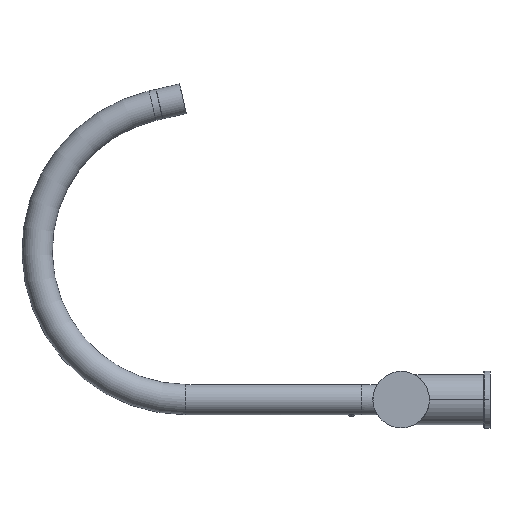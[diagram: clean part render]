
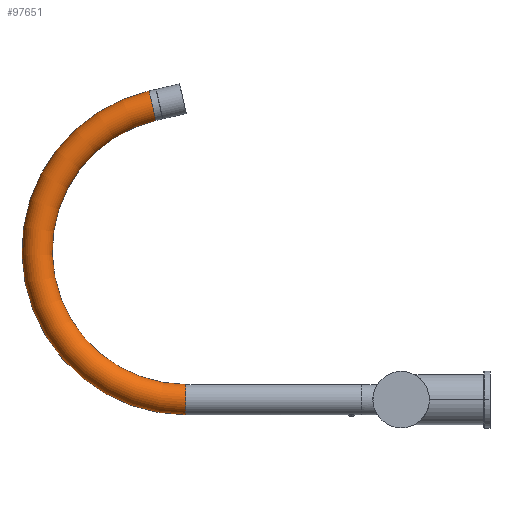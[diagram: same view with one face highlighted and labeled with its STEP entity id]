
A CAD part, left-side view. The second image highlights one B-rep face of the part: STEP entity #97651.
In plain terms, the highlighted toroidal (fillet/blend) face has major radius 117.886 mm and minor radius 12 mm.
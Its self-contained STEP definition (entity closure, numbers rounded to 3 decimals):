
#96967=CARTESIAN_POINT('',(0.,139.,0.));
#96968=DIRECTION('',(0.,1.,0.));
#96969=DIRECTION('',(0.,0.,-1.));
#96970=AXIS2_PLACEMENT_3D('',#96967,#96968,#96969);
#96975=CARTESIAN_POINT('',(0.,139.,117.886));
#96976=DIRECTION('',(1.,0.,0.));
#96977=DIRECTION('',(0.,0.,-1.));
#96978=AXIS2_PLACEMENT_3D('',#96975,#96976,#96977);
#96991=CARTESIAN_POINT('',(0.,139.,117.886));
#96992=DIRECTION('',(1.,0.,0.));
#96993=DIRECTION('',(0.,0.,-1.));
#96994=AXIS2_PLACEMENT_3D('',#96991,#96992,#96993);
#97467=CARTESIAN_POINT('',(0.,165.519,232.75));
#97468=DIRECTION('',(0.,-0.974,0.225));
#97469=DIRECTION('',(0.,0.225,0.974));
#97470=AXIS2_PLACEMENT_3D('',#97467,#97468,#97469);
#97486=CARTESIAN_POINT('',(0.,139.,12.));
#97487=CARTESIAN_POINT('',(0.,139.,-12.));
#97488=VERTEX_POINT('',#97486);
#97489=VERTEX_POINT('',#97487);
#97490=CARTESIAN_POINT('',(0.,162.819,221.058));
#97491=CARTESIAN_POINT('',(0.,168.218,244.443));
#97492=VERTEX_POINT('',#97490);
#97493=VERTEX_POINT('',#97491);
#97637=CARTESIAN_POINT('',(0.,139.,117.886));
#97638=DIRECTION('',(1.,0.,0.));
#97639=DIRECTION('',(0.,0.,1.));
#97640=AXIS2_PLACEMENT_3D('',#97637,#97638,#97639);
#97641=TOROIDAL_SURFACE('',#97640,117.886,12.);
#97642=ORIENTED_EDGE('',*,*,#97628,.F.);
#97644=ORIENTED_EDGE('',*,*,#97643,.T.);
#97646=ORIENTED_EDGE('',*,*,#97645,.T.);
#97648=ORIENTED_EDGE('',*,*,#97647,.F.);
#97649=EDGE_LOOP('',(#97642,#97644,#97646,#97648));
#97650=FACE_OUTER_BOUND('',#97649,.F.);
#97651=ADVANCED_FACE('',(#97650),#97641,.T.);
#96971=CIRCLE('',#96970,12.);
#96979=CIRCLE('',#96978,129.886);
#96995=CIRCLE('',#96994,105.886);
#97471=CIRCLE('',#97470,12.);
#97628=EDGE_CURVE('',#97489,#97488,#96971,.T.);
#97643=EDGE_CURVE('',#97489,#97493,#96979,.T.);
#97645=EDGE_CURVE('',#97493,#97492,#97471,.T.);
#97647=EDGE_CURVE('',#97488,#97492,#96995,.T.);
